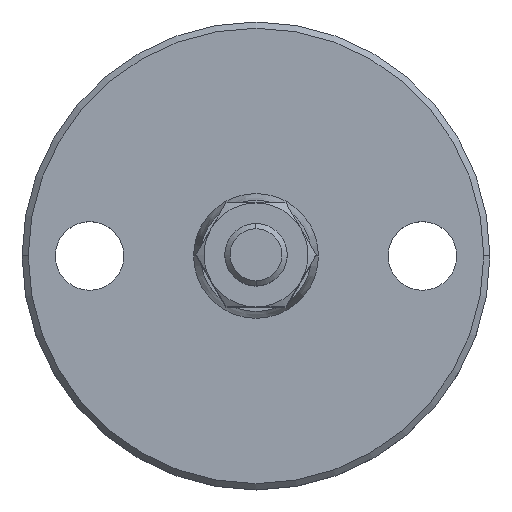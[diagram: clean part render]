
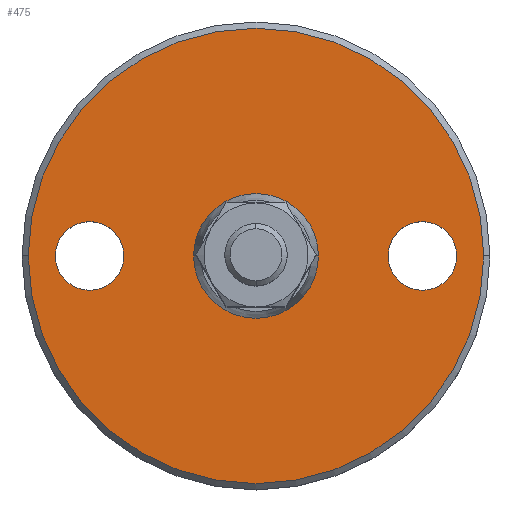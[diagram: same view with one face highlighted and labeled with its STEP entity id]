
A CAD part, top view. The second image highlights one B-rep face of the part: STEP entity #475.
In plain terms, the highlighted planar face has unit normal (0, 0, 1).
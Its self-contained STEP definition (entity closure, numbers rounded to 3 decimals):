
#379=EDGE_CURVE('',#797,#767,#1022,.T.);
#475=ADVANCED_FACE('',(#1129,#1130,#1131,#1132),#1133,.T.);
#531=VERTEX_POINT('',#1193);
#563=VERTEX_POINT('',#1228);
#655=EDGE_CURVE('',#941,#965,#1338,.T.);
#663=EDGE_CURVE('',#531,#563,#1346,.T.);
#701=EDGE_CURVE('',#753,#737,#1386,.T.);
#729=EDGE_CURVE('',#737,#753,#1418,.T.);
#737=VERTEX_POINT('',#1428);
#753=VERTEX_POINT('',#1444);
#767=VERTEX_POINT('',#1458);
#773=EDGE_CURVE('',#767,#797,#1465,.T.);
#797=VERTEX_POINT('',#1492);
#837=EDGE_CURVE('',#563,#531,#1540,.T.);
#939=EDGE_CURVE('',#965,#941,#1654,.T.);
#941=VERTEX_POINT('',#1656);
#965=VERTEX_POINT('',#1685);
#1022=CIRCLE('',#1791,3.3);
#1129=FACE_BOUND('',#1969,.T.);
#1130=FACE_BOUND('',#1970,.T.);
#1131=FACE_BOUND('',#1971,.T.);
#1132=FACE_OUTER_BOUND('',#1972,.T.);
#1133=PLANE('',#1973);
#1193=CARTESIAN_POINT('',(21.9,0.,6.5));
#1228=CARTESIAN_POINT('',(-21.9,0.,6.5));
#1338=CIRCLE('',#2324,6.0);
#1346=CIRCLE('',#2334,21.9);
#1386=CIRCLE('',#2397,3.3);
#1418=CIRCLE('',#2447,3.3);
#1428=CARTESIAN_POINT('',(12.7,0.0,6.5));
#1444=CARTESIAN_POINT('',(19.3,0.,6.5));
#1458=CARTESIAN_POINT('',(-19.3,0.0,6.5));
#1465=CIRCLE('',#2551,3.3);
#1492=CARTESIAN_POINT('',(-12.7,0.,6.5));
#1540=CIRCLE('',#2693,21.9);
#1654=CIRCLE('',#2939,6.0);
#1656=CARTESIAN_POINT('',(6.,0.,6.5));
#1685=CARTESIAN_POINT('',(-6.,0.,6.5));
#1791=AXIS2_PLACEMENT_3D('',#3042,#3043,#3044);
#1969=EDGE_LOOP('',(#3158,#3159));
#1970=EDGE_LOOP('',(#3160,#3161));
#1971=EDGE_LOOP('',(#3162,#3163));
#1972=EDGE_LOOP('',(#3164,#3165));
#1973=AXIS2_PLACEMENT_3D('',#3166,#3167,#3168);
#2324=AXIS2_PLACEMENT_3D('',#3429,#3430,#3431);
#2334=AXIS2_PLACEMENT_3D('',#3435,#3436,#3437);
#2397=AXIS2_PLACEMENT_3D('',#3481,#3482,#3483);
#2447=AXIS2_PLACEMENT_3D('',#3527,#3528,#3529);
#2551=AXIS2_PLACEMENT_3D('',#3561,#3562,#3563);
#2693=AXIS2_PLACEMENT_3D('',#3662,#3663,#3664);
#2939=AXIS2_PLACEMENT_3D('',#3785,#3786,#3787);
#3042=CARTESIAN_POINT('',(-16.0,0.,6.5));
#3043=DIRECTION('',(0.,0.,-1.0));
#3044=DIRECTION('',(1.0,0.,0.));
#3158=ORIENTED_EDGE('',*,*,#729,.T.);
#3159=ORIENTED_EDGE('',*,*,#701,.T.);
#3160=ORIENTED_EDGE('',*,*,#773,.T.);
#3161=ORIENTED_EDGE('',*,*,#379,.T.);
#3162=ORIENTED_EDGE('',*,*,#939,.F.);
#3163=ORIENTED_EDGE('',*,*,#655,.F.);
#3164=ORIENTED_EDGE('',*,*,#837,.T.);
#3165=ORIENTED_EDGE('',*,*,#663,.T.);
#3166=CARTESIAN_POINT('',(-13.95,0.,6.5));
#3167=DIRECTION('',(0.,0.,1.0));
#3168=DIRECTION('',(-1.0,0.,0.0));
#3429=CARTESIAN_POINT('',(0.,0.,6.5));
#3430=DIRECTION('',(0.,0.,1.0));
#3431=DIRECTION('',(-1.0,0.,0.));
#3435=CARTESIAN_POINT('',(0.,0.,6.5));
#3436=DIRECTION('',(0.,0.,1.0));
#3437=DIRECTION('',(-1.0,0.,0.));
#3481=CARTESIAN_POINT('',(16.0,0.,6.5));
#3482=DIRECTION('',(0.,0.,-1.0));
#3483=DIRECTION('',(1.0,0.,0.));
#3527=CARTESIAN_POINT('',(16.0,0.,6.5));
#3528=DIRECTION('',(0.,0.,-1.0));
#3529=DIRECTION('',(1.0,0.,0.));
#3561=CARTESIAN_POINT('',(-16.0,0.,6.5));
#3562=DIRECTION('',(0.,0.,-1.0));
#3563=DIRECTION('',(1.0,0.,0.));
#3662=CARTESIAN_POINT('',(0.,0.,6.5));
#3663=DIRECTION('',(0.,0.,1.0));
#3664=DIRECTION('',(-1.0,0.,0.));
#3785=CARTESIAN_POINT('',(0.,0.,6.5));
#3786=DIRECTION('',(0.,0.,1.0));
#3787=DIRECTION('',(-1.0,0.,0.));
